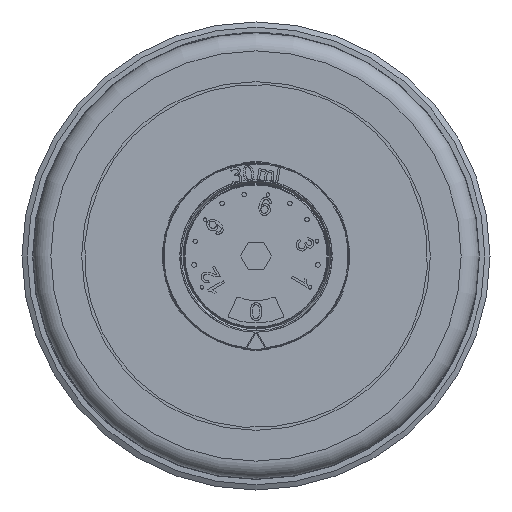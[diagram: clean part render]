
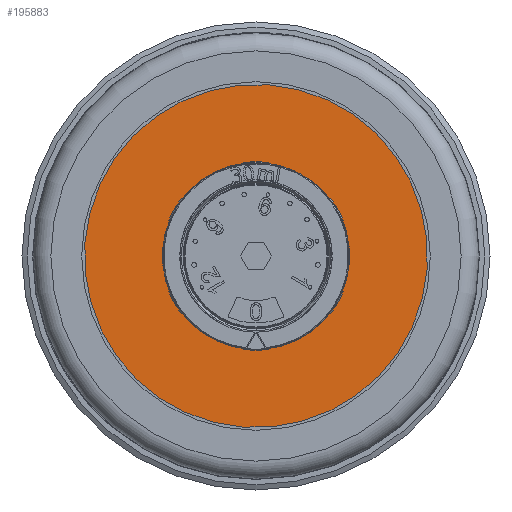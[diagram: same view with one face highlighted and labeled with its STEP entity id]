
A CAD part, left-side view. The second image highlights one B-rep face of the part: STEP entity #195883.
In plain terms, the highlighted planar face has unit normal (-1, 0, 0).
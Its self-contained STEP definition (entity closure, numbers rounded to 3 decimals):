
#195821=CARTESIAN_POINT('',(1.15,1.009,10.411));
#195822=VERTEX_POINT('',#195821);
#195823=CARTESIAN_POINT('',(1.15,0.,0.));
#195824=DIRECTION('',(1.0,0.,0.));
#195825=DIRECTION('',(0.,-0.096,-0.995));
#195826=AXIS2_PLACEMENT_3D('',#195823,#195824,#195825);
#195827=CIRCLE('',#195826,10.46);
#195828=EDGE_CURVE('',#195822,#195822,#195827,.T.);
#195849=CARTESIAN_POINT('',(1.15,1.851,19.111));
#195850=VERTEX_POINT('',#195849);
#195851=CARTESIAN_POINT('',(1.15,0.,0.));
#195852=DIRECTION('',(1.0,0.,0.));
#195853=DIRECTION('',(0.,-0.096,-0.995));
#195854=AXIS2_PLACEMENT_3D('',#195851,#195852,#195853);
#195855=CIRCLE('',#195854,19.2);
#195856=EDGE_CURVE('',#195850,#195850,#195855,.T.);
#195872=CARTESIAN_POINT('',(1.15,0.,0.));
#195873=DIRECTION('',(1.0,0.0,0.0));
#195874=DIRECTION('',(0.0,-0.096,-0.995));
#195875=AXIS2_PLACEMENT_3D('',#195872,#195873,#195874);
#195876=PLANE('',#195875);
#195877=ORIENTED_EDGE('',*,*,#195856,.F.);
#195878=EDGE_LOOP('',(#195877));
#195879=FACE_OUTER_BOUND('',#195878,.T.);
#195880=ORIENTED_EDGE('',*,*,#195828,.T.);
#195881=EDGE_LOOP('',(#195880));
#195882=FACE_BOUND('',#195881,.T.);
#195883=ADVANCED_FACE('',(#195879,#195882),#195876,.F.);
